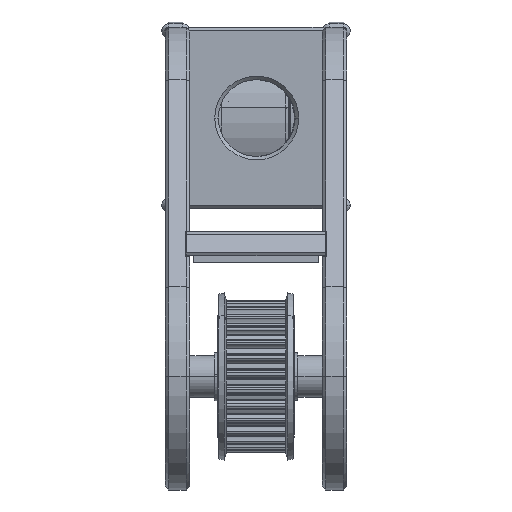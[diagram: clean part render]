
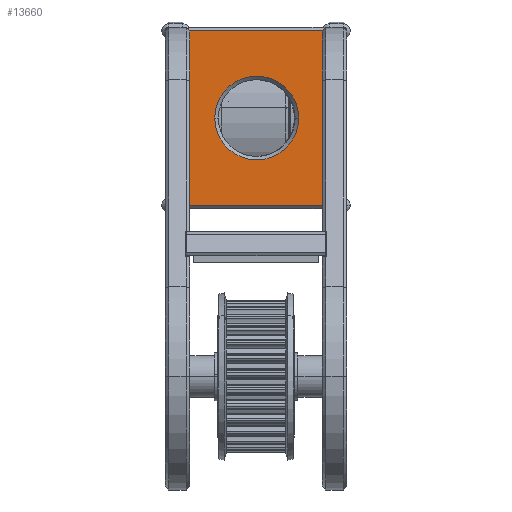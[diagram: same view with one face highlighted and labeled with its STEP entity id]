
A CAD part, left-side view. The second image highlights one B-rep face of the part: STEP entity #13660.
In plain terms, the highlighted face is planar.
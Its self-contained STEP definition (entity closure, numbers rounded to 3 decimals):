
#464 = EDGE_LOOP ( 'NONE', ( #37847, #49539 ) ) ;
#1122 = DIRECTION ( 'NONE',  ( 0., -1., 0. ) ) ;
#2097 = ORIENTED_EDGE ( 'NONE', *, *, #10645, .T. ) ;
#3429 = CARTESIAN_POINT ( 'NONE',  ( -191.797, 49., -5.5 ) ) ;
#3670 = EDGE_CURVE ( 'NONE', #36238, #21569, #37647, .T. ) ;
#4397 = FACE_OUTER_BOUND ( 'NONE', #33167, .T. ) ;
#4794 = VERTEX_POINT ( 'NONE', #29010 ) ;
#5435 = DIRECTION ( 'NONE',  ( 0., -1., 0. ) ) ;
#5998 = DIRECTION ( 'NONE',  ( 0., 0., -1. ) ) ;
#9792 = AXIS2_PLACEMENT_3D ( 'NONE', #39923, #40419, #5435 ) ;
#10645 = EDGE_CURVE ( 'NONE', #21569, #27218, #40954, .T. ) ;
#10992 = VECTOR ( 'NONE', #5998, 1000. ) ;
#12191 = PLANE ( 'NONE',  #35825 ) ;
#13660 = ADVANCED_FACE ( 'NONE', ( #39124, #4397 ), #12191, .F. ) ;
#14435 = CARTESIAN_POINT ( 'NONE',  ( -191.797, 49., -5.5 ) ) ;
#17065 = VECTOR ( 'NONE', #34136, 1000. ) ;
#19955 = DIRECTION ( 'NONE',  ( -1., 0., 0. ) ) ;
#20288 = CARTESIAN_POINT ( 'NONE',  ( -191.797, 99., -44.5 ) ) ;
#21569 = VERTEX_POINT ( 'NONE', #14435 ) ;
#21736 = CARTESIAN_POINT ( 'NONE',  ( -191.797, 48., -44.5 ) ) ;
#22473 = DIRECTION ( 'NONE',  ( 0., 1., 0. ) ) ;
#22984 = CIRCLE ( 'NONE', #47134, 12. ) ;
#23725 = VERTEX_POINT ( 'NONE', #37020 ) ;
#24620 = CARTESIAN_POINT ( 'NONE',  ( -191.797, 99., 1.002 ) ) ;
#27218 = VERTEX_POINT ( 'NONE', #32317 ) ;
#29010 = CARTESIAN_POINT ( 'NONE',  ( -191.797, 74., -37. ) ) ;
#29370 = LINE ( 'NONE', #24620, #42494 ) ;
#29576 = VERTEX_POINT ( 'NONE', #20288 ) ;
#30087 = ORIENTED_EDGE ( 'NONE', *, *, #31705, .T. ) ;
#31304 = DIRECTION ( 'NONE',  ( 0., -1., 0. ) ) ;
#31705 = EDGE_CURVE ( 'NONE', #29576, #36238, #29370, .T. ) ;
#32317 = CARTESIAN_POINT ( 'NONE',  ( -191.797, 49., -44.5 ) ) ;
#33167 = EDGE_LOOP ( 'NONE', ( #2097, #46297, #30087, #36576 ) ) ;
#34136 = DIRECTION ( 'NONE',  ( 0., -1., 0. ) ) ;
#35825 = AXIS2_PLACEMENT_3D ( 'NONE', #42380, #19955, #31304 ) ;
#36238 = VERTEX_POINT ( 'NONE', #39676 ) ;
#36288 = EDGE_CURVE ( 'NONE', #27218, #29576, #45154, .T. ) ;
#36576 = ORIENTED_EDGE ( 'NONE', *, *, #3670, .T. ) ;
#37020 = CARTESIAN_POINT ( 'NONE',  ( -191.797, 74., -13. ) ) ;
#37647 = LINE ( 'NONE', #3429, #17065 ) ;
#37847 = ORIENTED_EDGE ( 'NONE', *, *, #48237, .T. ) ;
#39124 = FACE_BOUND ( 'NONE', #464, .T. ) ;
#39676 = CARTESIAN_POINT ( 'NONE',  ( -191.797, 99., -5.5 ) ) ;
#39923 = CARTESIAN_POINT ( 'NONE',  ( -191.797, 74., -25. ) ) ;
#40170 = EDGE_CURVE ( 'NONE', #23725, #4794, #22984, .T. ) ;
#40359 = DIRECTION ( 'NONE',  ( -1., 0., 0. ) ) ;
#40419 = DIRECTION ( 'NONE',  ( -1., 0., 0. ) ) ;
#40954 = LINE ( 'NONE', #47776, #10992 ) ;
#42380 = CARTESIAN_POINT ( 'NONE',  ( -191.797, 48., 1.002 ) ) ;
#42494 = VECTOR ( 'NONE', #48752, 1000. ) ;
#42869 = VECTOR ( 'NONE', #22473, 1000. ) ;
#45154 = LINE ( 'NONE', #21736, #42869 ) ;
#46297 = ORIENTED_EDGE ( 'NONE', *, *, #36288, .T. ) ;
#47134 = AXIS2_PLACEMENT_3D ( 'NONE', #47909, #40359, #1122 ) ;
#47776 = CARTESIAN_POINT ( 'NONE',  ( -191.797, 49., 1.002 ) ) ;
#47909 = CARTESIAN_POINT ( 'NONE',  ( -191.797, 74., -25. ) ) ;
#48237 = EDGE_CURVE ( 'NONE', #4794, #23725, #48385, .T. ) ;
#48385 = CIRCLE ( 'NONE', #9792, 12. ) ;
#48752 = DIRECTION ( 'NONE',  ( 0., 0., 1. ) ) ;
#49539 = ORIENTED_EDGE ( 'NONE', *, *, #40170, .T. ) ;
